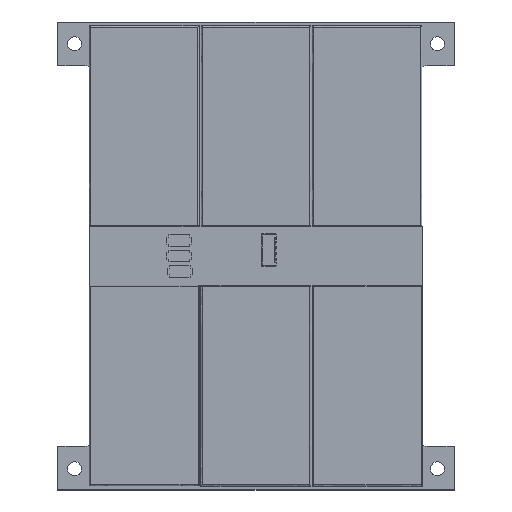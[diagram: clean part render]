
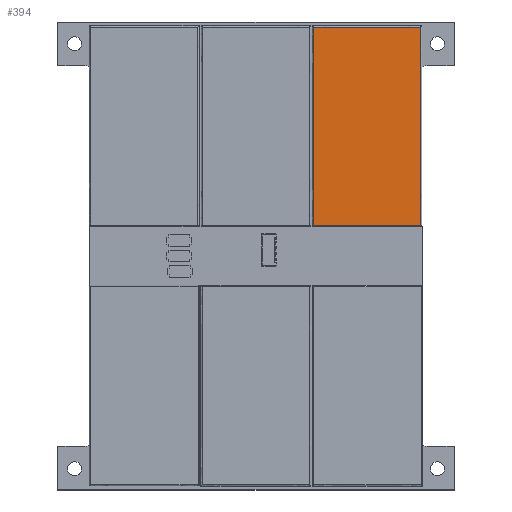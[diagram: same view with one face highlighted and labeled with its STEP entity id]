
A CAD part, top view. The second image highlights one B-rep face of the part: STEP entity #394.
In plain terms, the highlighted free-form (B-spline) face has degree [1, 1] with [2, 2] control points.
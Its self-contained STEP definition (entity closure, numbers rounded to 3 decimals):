
#139 = ( BOUNDED_SURFACE() B_SPLINE_SURFACE(2,1,(
    (#140,#141)
    ,(#142,#143)
,(#144,#145
    )),.UNSPECIFIED.,.F.,.F.,.F.) B_SPLINE_SURFACE_WITH_KNOTS((3,3),(2,2
    ),(1.571,3.142),(-11.5,11.5),
.PIECEWISE_BEZIER_KNOTS.) GEOMETRIC_REPRESENTATION_ITEM() 
RATIONAL_B_SPLINE_SURFACE((
    (1.,1.)
    ,(0.707,0.707)
,(1.,1.))) REPRESENTATION_ITEM('') SURFACE() );
#140 = CARTESIAN_POINT('',(-8.199,21.606,1.35));
#141 = CARTESIAN_POINT('',(14.801,21.606,1.35));
#142 = CARTESIAN_POINT('',(-8.199,21.606,1.6));
#143 = CARTESIAN_POINT('',(14.801,21.606,1.6));
#144 = CARTESIAN_POINT('',(-8.199,21.356,1.6));
#145 = CARTESIAN_POINT('',(14.801,21.356,1.6));
#239 = ( BOUNDED_SURFACE() B_SPLINE_SURFACE(2,1,(
    (#240,#241)
    ,(#242,#243)
,(#244,#245
    )),.UNSPECIFIED.,.F.,.F.,.F.) B_SPLINE_SURFACE_WITH_KNOTS((3,3),(2,2
    ),(4.712,6.283),(-21.,21.),
.PIECEWISE_BEZIER_KNOTS.) GEOMETRIC_REPRESENTATION_ITEM() 
RATIONAL_B_SPLINE_SURFACE((
    (1.,1.)
    ,(0.707,0.707)
,(1.,1.))) REPRESENTATION_ITEM('') SURFACE() );
#240 = CARTESIAN_POINT('',(-8.199,-20.394,1.35));
#241 = CARTESIAN_POINT('',(-8.199,21.606,1.35));
#242 = CARTESIAN_POINT('',(-8.199,-20.394,1.6));
#243 = CARTESIAN_POINT('',(-8.199,21.606,1.6));
#244 = CARTESIAN_POINT('',(-7.949,-20.394,1.6));
#245 = CARTESIAN_POINT('',(-7.949,21.606,1.6));
#314 = ( BOUNDED_SURFACE() B_SPLINE_SURFACE(2,1,(
    (#315,#316)
    ,(#317,#318)
,(#319,#320
    )),.UNSPECIFIED.,.F.,.F.,.F.) B_SPLINE_SURFACE_WITH_KNOTS((3,3),(2,2
    ),(4.712,6.283),(-11.5,11.5),
.PIECEWISE_BEZIER_KNOTS.) GEOMETRIC_REPRESENTATION_ITEM() 
RATIONAL_B_SPLINE_SURFACE((
    (1.,1.)
    ,(0.707,0.707)
,(1.,1.))) REPRESENTATION_ITEM('') SURFACE() );
#315 = CARTESIAN_POINT('',(14.801,-20.394,1.35));
#316 = CARTESIAN_POINT('',(-8.199,-20.394,1.35));
#317 = CARTESIAN_POINT('',(14.801,-20.394,1.6));
#318 = CARTESIAN_POINT('',(-8.199,-20.394,1.6));
#319 = CARTESIAN_POINT('',(14.801,-20.144,1.6));
#320 = CARTESIAN_POINT('',(-8.199,-20.144,1.6));
#362 = ( BOUNDED_SURFACE() B_SPLINE_SURFACE(2,1,(
    (#363,#364)
    ,(#365,#366)
,(#367,#368
    )),.UNSPECIFIED.,.F.,.F.,.F.) B_SPLINE_SURFACE_WITH_KNOTS((3,3),(2,2
    ),(1.571,3.142),(-21.,21.),
.PIECEWISE_BEZIER_KNOTS.) GEOMETRIC_REPRESENTATION_ITEM() 
RATIONAL_B_SPLINE_SURFACE((
    (1.,1.)
    ,(0.707,0.707)
,(1.,1.))) REPRESENTATION_ITEM('') SURFACE() );
#363 = CARTESIAN_POINT('',(14.801,21.606,1.35));
#364 = CARTESIAN_POINT('',(14.801,-20.394,1.35));
#365 = CARTESIAN_POINT('',(14.801,21.606,1.6));
#366 = CARTESIAN_POINT('',(14.801,-20.394,1.6));
#367 = CARTESIAN_POINT('',(14.551,21.606,1.6));
#368 = CARTESIAN_POINT('',(14.551,-20.394,1.6));
#394 = ADVANCED_FACE('',(#395),#408,.T.);
#395 = FACE_BOUND('',#396,.T.);
#396 = EDGE_LOOP('',(#397,#425,#446,#467));
#397 = ORIENTED_EDGE('',*,*,#398,.T.);
#398 = EDGE_CURVE('',#399,#401,#403,.T.);
#399 = VERTEX_POINT('',#400);
#400 = CARTESIAN_POINT('',(-7.949,21.356,1.6));
#401 = VERTEX_POINT('',#402);
#402 = CARTESIAN_POINT('',(-7.949,-20.144,1.6));
#403 = SURFACE_CURVE('',#404,(#407,#418),.PCURVE_S1.);
#404 = B_SPLINE_CURVE_WITH_KNOTS('',1,(#405,#406),.UNSPECIFIED.,.F.,.F.,
  (2,2),(-41.75,-0.25),.PIECEWISE_BEZIER_KNOTS.);
#405 = CARTESIAN_POINT('',(-7.949,21.356,1.6));
#406 = CARTESIAN_POINT('',(-7.949,-20.144,1.6));
#407 = PCURVE('',#408,#413);
#408 = B_SPLINE_SURFACE_WITH_KNOTS('',1,1,(
    (#409,#410)
    ,(#411,#412
    )),.UNSPECIFIED.,.F.,.F.,.F.,(2,2),(2,2),(-11.25,11.25),(-20.75,
    20.75),.PIECEWISE_BEZIER_KNOTS.);
#409 = CARTESIAN_POINT('',(-7.949,-20.144,1.6));
#410 = CARTESIAN_POINT('',(-7.949,21.356,1.6));
#411 = CARTESIAN_POINT('',(14.551,-20.144,1.6));
#412 = CARTESIAN_POINT('',(14.551,21.356,1.6));
#413 = DEFINITIONAL_REPRESENTATION('',(#414),#417);
#414 = B_SPLINE_CURVE_WITH_KNOTS('',1,(#415,#416),.UNSPECIFIED.,.F.,.F.,
  (2,2),(-41.75,-0.25),.PIECEWISE_BEZIER_KNOTS.);
#415 = CARTESIAN_POINT('',(-11.25,20.75));
#416 = CARTESIAN_POINT('',(-11.25,-20.75));
#417 = ( GEOMETRIC_REPRESENTATION_CONTEXT(2) 
PARAMETRIC_REPRESENTATION_CONTEXT() REPRESENTATION_CONTEXT('2D SPACE',''
  ) );
#418 = PCURVE('',#239,#419);
#419 = DEFINITIONAL_REPRESENTATION('',(#420),#424);
#420 = B_SPLINE_CURVE_WITH_KNOTS('',2,(#421,#422,#423),.UNSPECIFIED.,.F.
  ,.F.,(3,3),(-41.75,-0.25),.PIECEWISE_BEZIER_KNOTS.);
#421 = CARTESIAN_POINT('',(6.283,20.75));
#422 = CARTESIAN_POINT('',(6.283,0.));
#423 = CARTESIAN_POINT('',(6.283,-20.75));
#424 = ( GEOMETRIC_REPRESENTATION_CONTEXT(2) 
PARAMETRIC_REPRESENTATION_CONTEXT() REPRESENTATION_CONTEXT('2D SPACE',''
  ) );
#425 = ORIENTED_EDGE('',*,*,#426,.T.);
#426 = EDGE_CURVE('',#401,#427,#429,.T.);
#427 = VERTEX_POINT('',#428);
#428 = CARTESIAN_POINT('',(14.551,-20.144,1.6));
#429 = SURFACE_CURVE('',#430,(#433,#439),.PCURVE_S1.);
#430 = B_SPLINE_CURVE_WITH_KNOTS('',1,(#431,#432),.UNSPECIFIED.,.F.,.F.,
  (2,2),(-22.75,-0.25),.PIECEWISE_BEZIER_KNOTS.);
#431 = CARTESIAN_POINT('',(-7.949,-20.144,1.6));
#432 = CARTESIAN_POINT('',(14.551,-20.144,1.6));
#433 = PCURVE('',#408,#434);
#434 = DEFINITIONAL_REPRESENTATION('',(#435),#438);
#435 = B_SPLINE_CURVE_WITH_KNOTS('',1,(#436,#437),.UNSPECIFIED.,.F.,.F.,
  (2,2),(-22.75,-0.25),.PIECEWISE_BEZIER_KNOTS.);
#436 = CARTESIAN_POINT('',(-11.25,-20.75));
#437 = CARTESIAN_POINT('',(11.25,-20.75));
#438 = ( GEOMETRIC_REPRESENTATION_CONTEXT(2) 
PARAMETRIC_REPRESENTATION_CONTEXT() REPRESENTATION_CONTEXT('2D SPACE',''
  ) );
#439 = PCURVE('',#314,#440);
#440 = DEFINITIONAL_REPRESENTATION('',(#441),#445);
#441 = B_SPLINE_CURVE_WITH_KNOTS('',2,(#442,#443,#444),.UNSPECIFIED.,.F.
  ,.F.,(3,3),(-22.75,-0.25),.PIECEWISE_BEZIER_KNOTS.);
#442 = CARTESIAN_POINT('',(6.283,11.25));
#443 = CARTESIAN_POINT('',(6.283,0.));
#444 = CARTESIAN_POINT('',(6.283,-11.25));
#445 = ( GEOMETRIC_REPRESENTATION_CONTEXT(2) 
PARAMETRIC_REPRESENTATION_CONTEXT() REPRESENTATION_CONTEXT('2D SPACE',''
  ) );
#446 = ORIENTED_EDGE('',*,*,#447,.F.);
#447 = EDGE_CURVE('',#448,#427,#450,.T.);
#448 = VERTEX_POINT('',#449);
#449 = CARTESIAN_POINT('',(14.551,21.356,1.6));
#450 = SURFACE_CURVE('',#451,(#454,#460),.PCURVE_S1.);
#451 = B_SPLINE_CURVE_WITH_KNOTS('',1,(#452,#453),.UNSPECIFIED.,.F.,.F.,
  (2,2),(-20.75,20.75),.PIECEWISE_BEZIER_KNOTS.);
#452 = CARTESIAN_POINT('',(14.551,21.356,1.6));
#453 = CARTESIAN_POINT('',(14.551,-20.144,1.6));
#454 = PCURVE('',#408,#455);
#455 = DEFINITIONAL_REPRESENTATION('',(#456),#459);
#456 = B_SPLINE_CURVE_WITH_KNOTS('',1,(#457,#458),.UNSPECIFIED.,.F.,.F.,
  (2,2),(-20.75,20.75),.PIECEWISE_BEZIER_KNOTS.);
#457 = CARTESIAN_POINT('',(11.25,20.75));
#458 = CARTESIAN_POINT('',(11.25,-20.75));
#459 = ( GEOMETRIC_REPRESENTATION_CONTEXT(2) 
PARAMETRIC_REPRESENTATION_CONTEXT() REPRESENTATION_CONTEXT('2D SPACE',''
  ) );
#460 = PCURVE('',#362,#461);
#461 = DEFINITIONAL_REPRESENTATION('',(#462),#466);
#462 = B_SPLINE_CURVE_WITH_KNOTS('',2,(#463,#464,#465),.UNSPECIFIED.,.F.
  ,.F.,(3,3),(-20.75,20.75),.PIECEWISE_BEZIER_KNOTS.);
#463 = CARTESIAN_POINT('',(3.142,-20.75));
#464 = CARTESIAN_POINT('',(3.142,0.));
#465 = CARTESIAN_POINT('',(3.142,20.75));
#466 = ( GEOMETRIC_REPRESENTATION_CONTEXT(2) 
PARAMETRIC_REPRESENTATION_CONTEXT() REPRESENTATION_CONTEXT('2D SPACE',''
  ) );
#467 = ORIENTED_EDGE('',*,*,#468,.F.);
#468 = EDGE_CURVE('',#399,#448,#469,.T.);
#469 = SURFACE_CURVE('',#470,(#473,#479),.PCURVE_S1.);
#470 = B_SPLINE_CURVE_WITH_KNOTS('',1,(#471,#472),.UNSPECIFIED.,.F.,.F.,
  (2,2),(-11.25,11.25),.PIECEWISE_BEZIER_KNOTS.);
#471 = CARTESIAN_POINT('',(-7.949,21.356,1.6));
#472 = CARTESIAN_POINT('',(14.551,21.356,1.6));
#473 = PCURVE('',#408,#474);
#474 = DEFINITIONAL_REPRESENTATION('',(#475),#478);
#475 = B_SPLINE_CURVE_WITH_KNOTS('',1,(#476,#477),.UNSPECIFIED.,.F.,.F.,
  (2,2),(-11.25,11.25),.PIECEWISE_BEZIER_KNOTS.);
#476 = CARTESIAN_POINT('',(-11.25,20.75));
#477 = CARTESIAN_POINT('',(11.25,20.75));
#478 = ( GEOMETRIC_REPRESENTATION_CONTEXT(2) 
PARAMETRIC_REPRESENTATION_CONTEXT() REPRESENTATION_CONTEXT('2D SPACE',''
  ) );
#479 = PCURVE('',#139,#480);
#480 = DEFINITIONAL_REPRESENTATION('',(#481),#485);
#481 = B_SPLINE_CURVE_WITH_KNOTS('',2,(#482,#483,#484),.UNSPECIFIED.,.F.
  ,.F.,(3,3),(-11.25,11.25),.PIECEWISE_BEZIER_KNOTS.);
#482 = CARTESIAN_POINT('',(3.142,-11.25));
#483 = CARTESIAN_POINT('',(3.142,0.));
#484 = CARTESIAN_POINT('',(3.142,11.25));
#485 = ( GEOMETRIC_REPRESENTATION_CONTEXT(2) 
PARAMETRIC_REPRESENTATION_CONTEXT() REPRESENTATION_CONTEXT('2D SPACE',''
  ) );
